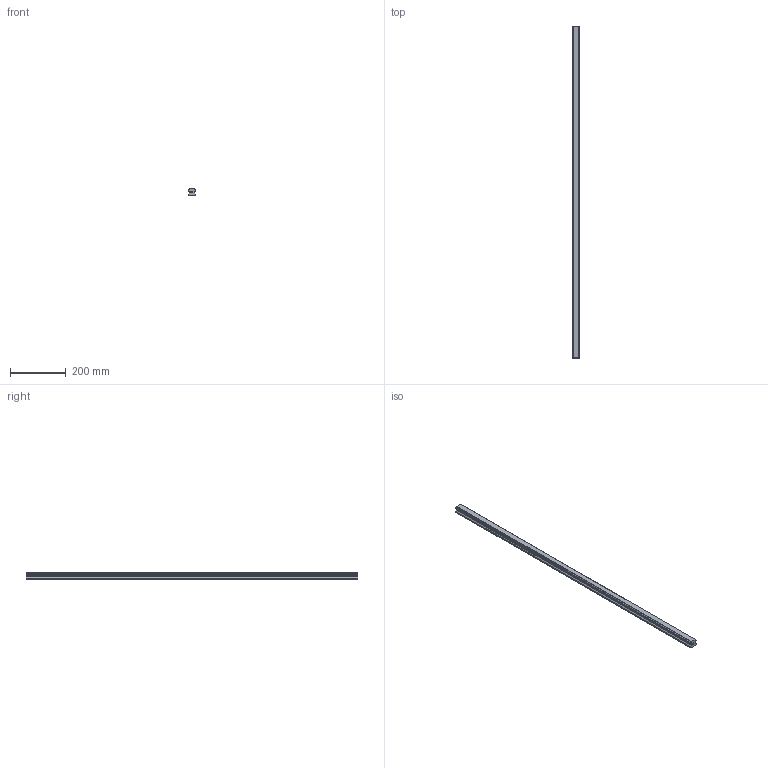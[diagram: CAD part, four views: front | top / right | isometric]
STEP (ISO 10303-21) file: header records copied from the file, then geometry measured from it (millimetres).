
FILE_DESCRIPTION(('STEP AP214'),'1');
FILE_NAME('cctmp_F4559DBD-4559-416B-9ABD-D7EBF35DDF7A_2021_01_26_14_53_34_0265..stp','2021-01-26T13:53:34',('HIWIN GmbH'),('CADClick - www.CADClick.com'),'Spatial InterOp 3D',' ','unknown authorization');
FILE_SCHEMA(('AUTOMOTIVE_DESIGN'));
Length unit declared in the file: millimetre
Products named in the file (1): HGR30T1190C_FILE
Bounding box: 28 x 1190 x 26 mm (x, y, z)
Volume: 721822.4 mm3; surface area: 137676.3 mm2
Topology: 1 solids, 1 shells, 175 faces, 477 edges, 293 vertices
Faces by surface type: plane 93, cylinder 52, cone 30
Entity records: 6689 total; most frequent: CARTESIAN_POINT 916, DIRECTION 903, ORIENTED_EDGE 894, EDGE_CURVE 447, LINE 343, VECTOR 343, VERTEX_POINT 293, AXIS2_PLACEMENT_3D 280
